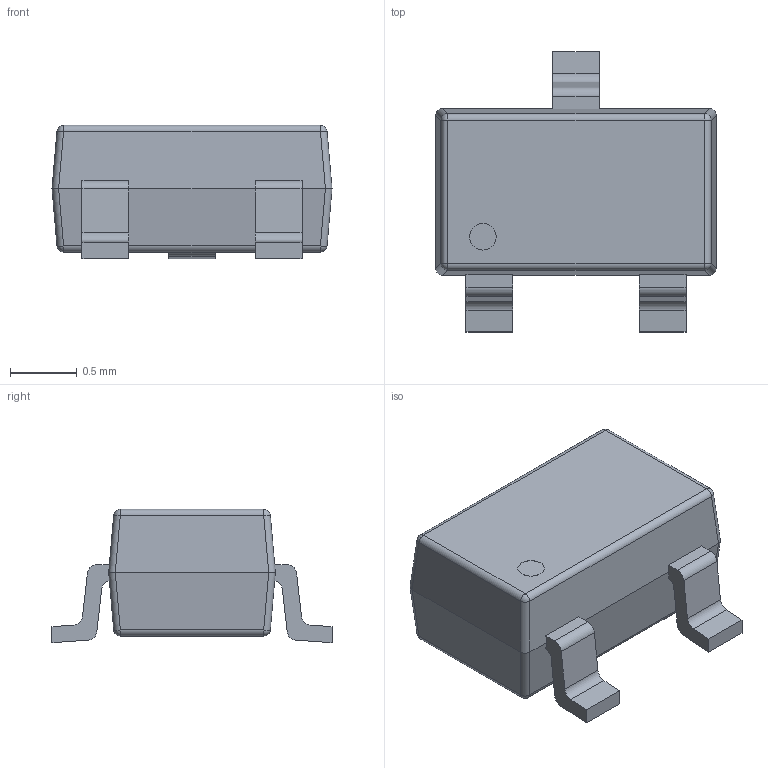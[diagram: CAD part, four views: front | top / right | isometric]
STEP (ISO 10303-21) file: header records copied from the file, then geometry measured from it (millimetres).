
FILE_DESCRIPTION(/* description */ (''),/* implementation_level */ '2;1');
FILE_NAME(/* name */ 'ON Semiconductor - SOT323.step',/* time_stamp */ '2020-08-02T16:59:41+01:00',/* author */ (''),/* organization */ (''),/* preprocessor_version */ 'ST-DEVELOPER v18.1',/* originating_system */ 'Autodesk Translation Framework v9.3.0.1241',/* authorisation */ '');
FILE_SCHEMA (('AUTOMOTIVE_DESIGN { 1 0 10303 214 3 1 1 }'));
Length unit declared in the file: millimetre
Products named in the file (1): ON Semiconductor - SOT323
Bounding box: 2.1 x 2.1 x 1 mm (x, y, z)
Volume: 2.5 mm3; surface area: 12.9 mm2
Topology: 1 solids, 1 shells, 72 faces, 175 edges, 106 vertices
Faces by surface type: plane 35, cylinder 29, sphere 8
Full cylindrical faces by diameter (mm): 0.2 x1
Entity records: 2168 total; most frequent: DIRECTION 375, CARTESIAN_POINT 354, ORIENTED_EDGE 350, EDGE_CURVE 175, AXIS2_PLACEMENT_3D 127, LINE 121, VECTOR 121, VERTEX_POINT 106
